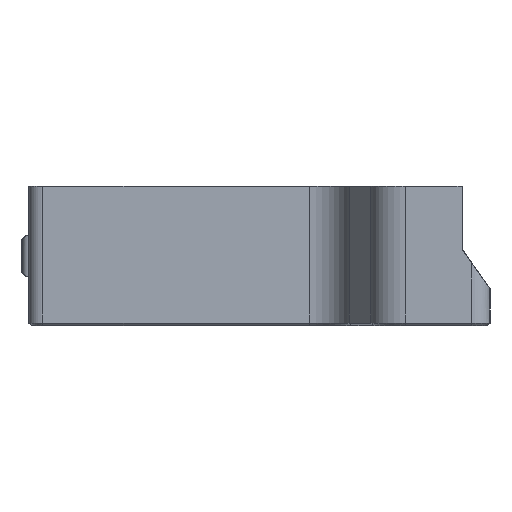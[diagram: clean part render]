
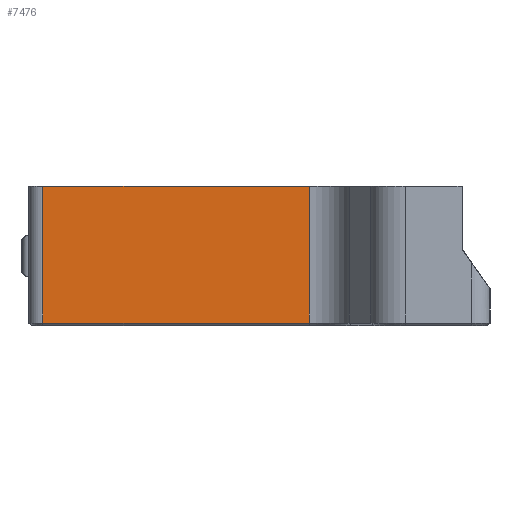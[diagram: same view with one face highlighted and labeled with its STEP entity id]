
A CAD part, left-side view. The second image highlights one B-rep face of the part: STEP entity #7476.
In plain terms, the highlighted face is planar.
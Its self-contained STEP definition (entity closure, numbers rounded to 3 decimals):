
#332=PLANE('',#8025);
#677=FACE_OUTER_BOUND('',#1101,.T.);
#1101=EDGE_LOOP('',(#6338,#6339,#6340,#6341));
#1252=LINE('',#10410,#2098);
#1342=LINE('',#10635,#2188);
#1843=LINE('',#11866,#2689);
#1844=LINE('',#11868,#2690);
#2098=VECTOR('',#8281,10.);
#2188=VECTOR('',#8441,10.);
#2689=VECTOR('',#9662,10.);
#2690=VECTOR('',#9665,10.);
#3145=VERTEX_POINT('',#10407);
#3146=VERTEX_POINT('',#10409);
#3244=VERTEX_POINT('',#10627);
#3246=VERTEX_POINT('',#10633);
#3853=EDGE_CURVE('',#3145,#3146,#1252,.T.);
#3961=EDGE_CURVE('',#3246,#3244,#1342,.T.);
#4577=EDGE_CURVE('',#3246,#3146,#1843,.T.);
#4578=EDGE_CURVE('',#3244,#3145,#1844,.T.);
#6338=ORIENTED_EDGE('',*,*,#3961,.F.);
#6339=ORIENTED_EDGE('',*,*,#4577,.T.);
#6340=ORIENTED_EDGE('',*,*,#3853,.F.);
#6341=ORIENTED_EDGE('',*,*,#4578,.F.);
#7476=ADVANCED_FACE('',(#677),#332,.T.);
#8025=AXIS2_PLACEMENT_3D('',#11867,#9663,#9664);
#8281=DIRECTION('',(0.,-1.,0.));
#8441=DIRECTION('',(0.,1.,0.));
#9662=DIRECTION('',(0.,0.,1.));
#9663=DIRECTION('center_axis',(-1.,0.,0.));
#9664=DIRECTION('ref_axis',(0.,1.,0.));
#9665=DIRECTION('',(0.,0.,1.));
#10407=CARTESIAN_POINT('',(-187.4,30.5,10.));
#10409=CARTESIAN_POINT('',(-187.4,-7.602,10.));
#10410=CARTESIAN_POINT('',(-187.4,15.25,10.));
#10627=CARTESIAN_POINT('',(-187.4,30.5,-9.6));
#10633=CARTESIAN_POINT('',(-187.4,-7.602,-9.6));
#10635=CARTESIAN_POINT('',(-187.4,14.106,-9.6));
#11866=CARTESIAN_POINT('',(-187.4,-7.602,8.));
#11867=CARTESIAN_POINT('Origin',(-187.4,30.5,-11.));
#11868=CARTESIAN_POINT('',(-187.4,30.5,8.));
